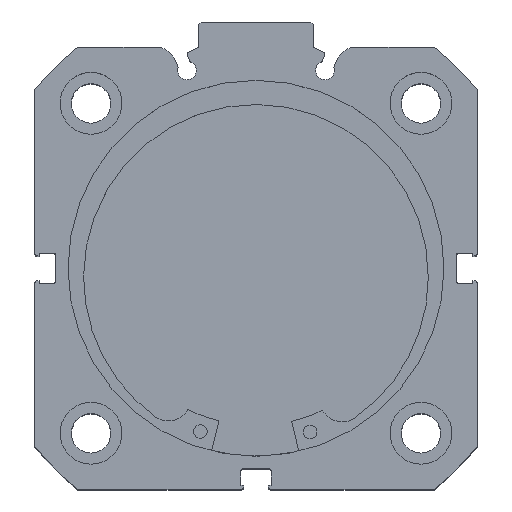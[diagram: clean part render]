
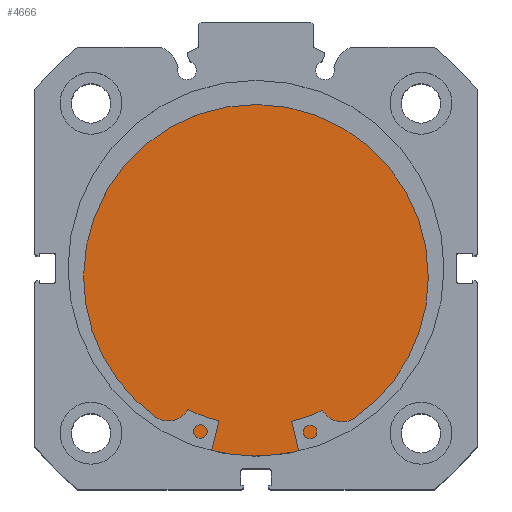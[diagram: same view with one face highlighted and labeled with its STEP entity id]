
A CAD part, top view. The second image highlights one B-rep face of the part: STEP entity #4666.
In plain terms, the highlighted face is planar.
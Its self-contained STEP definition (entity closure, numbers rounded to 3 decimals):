
#128 = DIRECTION ( 'NONE',  ( -1., 0., 0. ) ) ;
#129 = DIRECTION ( 'NONE',  ( 0., 0., 1. ) ) ;
#131 = CARTESIAN_POINT ( 'NONE',  ( 12., 0., 0. ) ) ;
#489 = CARTESIAN_POINT ( 'NONE',  ( 12., 0., 41. ) ) ;
#582 = CARTESIAN_POINT ( 'NONE',  ( 12., 0., -41. ) ) ;
#1462 = ORIENTED_EDGE ( 'NONE', *, *, #1952, .F. ) ;
#1535 = DIRECTION ( 'NONE',  ( 0., 0., 1. ) ) ;
#1536 = DIRECTION ( 'NONE',  ( -1., 0., 0. ) ) ;
#1552 = CARTESIAN_POINT ( 'NONE',  ( 12., 0., 0. ) ) ;
#1952 = EDGE_CURVE ( 'NONE', #2158, #2313, #3895, .T. ) ;
#2158 = VERTEX_POINT ( 'NONE', #582 ) ;
#2313 = VERTEX_POINT ( 'NONE', #489 ) ;
#2546 = EDGE_LOOP ( 'NONE', ( #3699, #1462 ) ) ;
#3643 = EDGE_CURVE ( 'NONE', #2313, #2158, #4163, .T. ) ;
#3699 = ORIENTED_EDGE ( 'NONE', *, *, #3643, .F. ) ;
#3895 = CIRCLE ( 'NONE', #4905, 41. ) ;
#4163 = CIRCLE ( 'NONE', #4991, 41. ) ;
#4205 = FACE_OUTER_BOUND ( 'NONE', #2546, .T. ) ;
#4666 = ADVANCED_FACE ( 'NONE', ( #4205 ), #5383, .F. ) ;
#4905 = AXIS2_PLACEMENT_3D ( 'NONE', #131, #128, #129 ) ;
#4991 = AXIS2_PLACEMENT_3D ( 'NONE', #1552, #1536, #1535 ) ;
#5004 = AXIS2_PLACEMENT_3D ( 'NONE', #5382, #5385, #5386 ) ;
#5382 = CARTESIAN_POINT ( 'NONE',  ( 12., 41., 0. ) ) ;
#5383 = PLANE ( 'NONE',  #5004 ) ;
#5385 = DIRECTION ( 'NONE',  ( -1., 0., 0. ) ) ;
#5386 = DIRECTION ( 'NONE',  ( 0., 0., 1. ) ) ;
